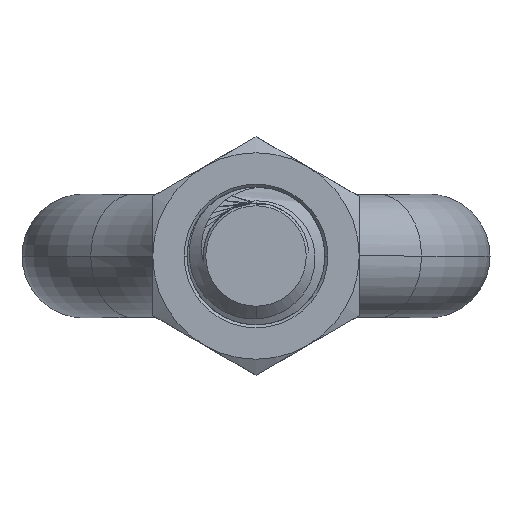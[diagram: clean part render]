
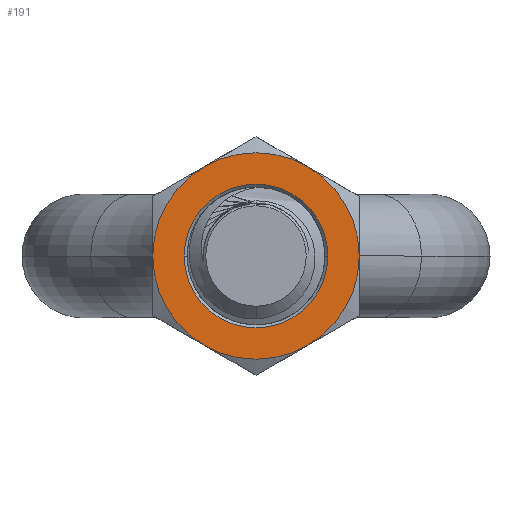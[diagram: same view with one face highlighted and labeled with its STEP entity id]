
A CAD part, front view. The second image highlights one B-rep face of the part: STEP entity #191.
In plain terms, the highlighted planar face has unit normal (0, -1, 0).
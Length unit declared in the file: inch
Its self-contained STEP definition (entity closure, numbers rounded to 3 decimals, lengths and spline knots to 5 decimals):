
#116 = ORIENTED_EDGE ( 'NONE', *, *, #261, .F. ) ;
#120 = ORIENTED_EDGE ( 'NONE', *, *, #251, .T. ) ;
#121 = ORIENTED_EDGE ( 'NONE', *, *, #257, .F. ) ;
#130 = ORIENTED_EDGE ( 'NONE', *, *, #249, .T. ) ;
#133 = ORIENTED_EDGE ( 'NONE', *, *, #223, .F. ) ;
#191 = ADVANCED_FACE ( 'NONE', ( #2634, #2642 ), #8528, .T. ) ;
#223 = EDGE_CURVE ( 'NONE', #2341, #2344, #2675, .T. ) ;
#240 = EDGE_CURVE ( 'NONE', #2344, #2339, #2678, .T. ) ;
#249 = EDGE_CURVE ( 'NONE', #1932, #2337, #2464, .T. ) ;
#251 = EDGE_CURVE ( 'NONE', #2337, #1932, #2466, .T. ) ;
#255 = EDGE_CURVE ( 'NONE', #2339, #2351, #2472, .T. ) ;
#257 = EDGE_CURVE ( 'NONE', #2349, #2341, #2474, .T. ) ;
#259 = EDGE_CURVE ( 'NONE', #2351, #2347, #2477, .T. ) ;
#261 = EDGE_CURVE ( 'NONE', #2347, #2349, #2481, .T. ) ;
#565 = AXIS2_PLACEMENT_3D ( 'NONE', #8665, #8657, #8656 ) ;
#573 = AXIS2_PLACEMENT_3D ( 'NONE', #8533, #8500, #8499 ) ;
#589 = AXIS2_PLACEMENT_3D ( 'NONE', #8542, #8540, #8539 ) ;
#593 = AXIS2_PLACEMENT_3D ( 'NONE', #8520, #8511, #8510 ) ;
#597 = AXIS2_PLACEMENT_3D ( 'NONE', #8512, #8502, #8501 ) ;
#600 = AXIS2_PLACEMENT_3D ( 'NONE', #8488, #8478, #8477 ) ;
#602 = AXIS2_PLACEMENT_3D ( 'NONE', #8483, #8473, #8472 ) ;
#603 = AXIS2_PLACEMENT_3D ( 'NONE', #8474, #8466, #8465 ) ;
#605 = AXIS2_PLACEMENT_3D ( 'NONE', #8468, #8457, #8456 ) ;
#1932 = VERTEX_POINT ( 'NONE', #7893 ) ;
#2337 = VERTEX_POINT ( 'NONE', #7812 ) ;
#2339 = VERTEX_POINT ( 'NONE', #7810 ) ;
#2341 = VERTEX_POINT ( 'NONE', #7807 ) ;
#2344 = VERTEX_POINT ( 'NONE', #7804 ) ;
#2347 = VERTEX_POINT ( 'NONE', #7801 ) ;
#2349 = VERTEX_POINT ( 'NONE', #7799 ) ;
#2351 = VERTEX_POINT ( 'NONE', #7797 ) ;
#2464 = CIRCLE ( 'NONE', #593, 0.16319 ) ;
#2466 = CIRCLE ( 'NONE', #597, 0.16319 ) ;
#2472 = CIRCLE ( 'NONE', #600, 0.23438 ) ;
#2474 = CIRCLE ( 'NONE', #602, 0.23438 ) ;
#2477 = CIRCLE ( 'NONE', #603, 0.23438 ) ;
#2481 = CIRCLE ( 'NONE', #605, 0.23438 ) ;
#2634 = FACE_BOUND ( 'NONE', #9297, .T. ) ;
#2642 = FACE_OUTER_BOUND ( 'NONE', #9293, .T. ) ;
#2675 = CIRCLE ( 'NONE', #565, 0.23438 ) ;
#2678 = CIRCLE ( 'NONE', #589, 0.23438 ) ;
#4474 = ORIENTED_EDGE ( 'NONE', *, *, #240, .F. ) ;
#4475 = ORIENTED_EDGE ( 'NONE', *, *, #255, .F. ) ;
#4476 = ORIENTED_EDGE ( 'NONE', *, *, #259, .F. ) ;
#7797 = CARTESIAN_POINT ( 'NONE',  ( 0.11719, -4.39437, 0.20297 ) ) ;
#7799 = CARTESIAN_POINT ( 'NONE',  ( 0.11719, -4.39437, -0.20297 ) ) ;
#7801 = CARTESIAN_POINT ( 'NONE',  ( 0.23438, -4.39437, 0. ) ) ;
#7804 = CARTESIAN_POINT ( 'NONE',  ( -0.23437, -4.39437, 0. ) ) ;
#7807 = CARTESIAN_POINT ( 'NONE',  ( -0.11719, -4.39437, -0.20297 ) ) ;
#7810 = CARTESIAN_POINT ( 'NONE',  ( -0.11719, -4.39437, 0.20297 ) ) ;
#7812 = CARTESIAN_POINT ( 'NONE',  ( 0.16319, -4.39437, 0. ) ) ;
#7893 = CARTESIAN_POINT ( 'NONE',  ( -0.16319, -4.39437, 0. ) ) ;
#8456 = DIRECTION ( 'NONE',  ( 0., 0., -1. ) ) ;
#8457 = DIRECTION ( 'NONE',  ( 0., 1., 0. ) ) ;
#8465 = DIRECTION ( 'NONE',  ( 0., 0., -1. ) ) ;
#8466 = DIRECTION ( 'NONE',  ( 0., 1., 0. ) ) ;
#8468 = CARTESIAN_POINT ( 'NONE',  ( 0., -4.39437, 0. ) ) ;
#8472 = DIRECTION ( 'NONE',  ( 0., 0., -1. ) ) ;
#8473 = DIRECTION ( 'NONE',  ( 0., 1., 0. ) ) ;
#8474 = CARTESIAN_POINT ( 'NONE',  ( 0., -4.39437, 0. ) ) ;
#8477 = DIRECTION ( 'NONE',  ( 0., 0., -1. ) ) ;
#8478 = DIRECTION ( 'NONE',  ( 0., 1., 0. ) ) ;
#8483 = CARTESIAN_POINT ( 'NONE',  ( 0., -4.39437, 0. ) ) ;
#8488 = CARTESIAN_POINT ( 'NONE',  ( 0., -4.39437, 0. ) ) ;
#8499 = DIRECTION ( 'NONE',  ( 0., 0., -1. ) ) ;
#8500 = DIRECTION ( 'NONE',  ( 0., -1., 0. ) ) ;
#8501 = DIRECTION ( 'NONE',  ( -1., 0., 0. ) ) ;
#8502 = DIRECTION ( 'NONE',  ( 0., 1., 0. ) ) ;
#8510 = DIRECTION ( 'NONE',  ( -1., 0., 0. ) ) ;
#8511 = DIRECTION ( 'NONE',  ( 0., 1., 0. ) ) ;
#8512 = CARTESIAN_POINT ( 'NONE',  ( 0., -4.39437, 0. ) ) ;
#8520 = CARTESIAN_POINT ( 'NONE',  ( 0., -4.39437, 0. ) ) ;
#8528 = PLANE ( 'NONE',  #573 ) ;
#8533 = CARTESIAN_POINT ( 'NONE',  ( 0., -4.39437, 0.27063 ) ) ;
#8539 = DIRECTION ( 'NONE',  ( -1., 0., 0. ) ) ;
#8540 = DIRECTION ( 'NONE',  ( 0., 1., 0. ) ) ;
#8542 = CARTESIAN_POINT ( 'NONE',  ( 0., -4.39437, 0. ) ) ;
#8656 = DIRECTION ( 'NONE',  ( 0., 0., -1. ) ) ;
#8657 = DIRECTION ( 'NONE',  ( 0., 1., 0. ) ) ;
#8665 = CARTESIAN_POINT ( 'NONE',  ( 0., -4.39437, 0. ) ) ;
#9293 = EDGE_LOOP ( 'NONE', ( #133, #121, #116, #4476, #4475, #4474 ) ) ;
#9297 = EDGE_LOOP ( 'NONE', ( #120, #130 ) ) ;
